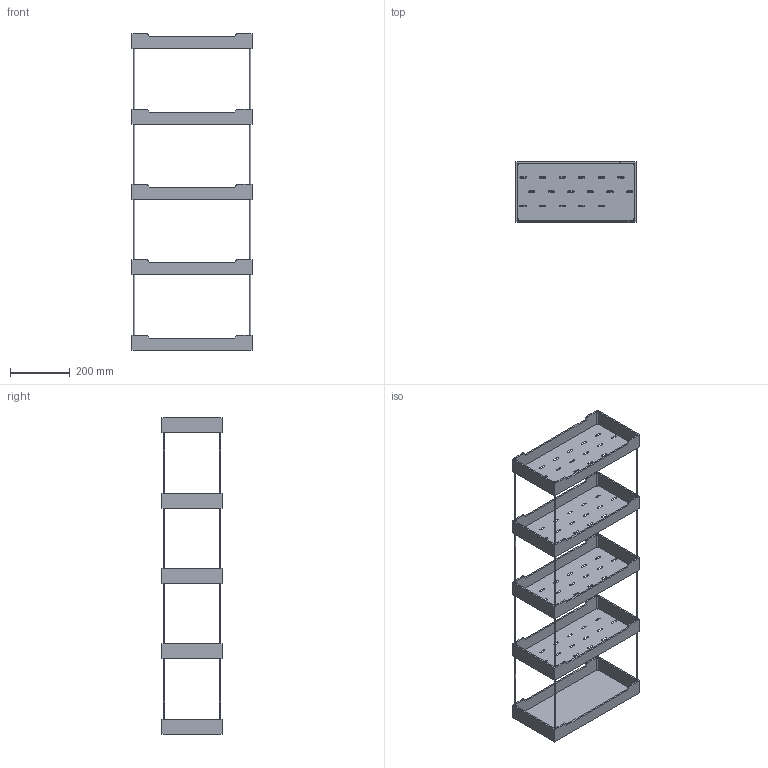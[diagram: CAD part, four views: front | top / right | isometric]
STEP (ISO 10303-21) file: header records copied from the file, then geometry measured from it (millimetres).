
FILE_DESCRIPTION(('FreeCAD Model'),'2;1');
FILE_NAME('Open CASCADE Shape Model','2025-05-03T20:19:00',('FreeCAD'),( 'FreeCAD'),'Open CASCADE STEP processor 7.6','FreeCAD','Unknown');
FILE_SCHEMA(('AUTOMOTIVE_DESIGN { 1 0 10303 214 1 1 1 1 }'));
Length unit declared in the file: millimetre
Products named in the file (1): Open CASCADE STEP translator 7.6 1
Bounding box: 404.19 x 202.09 x 1060.99 mm (x, y, z)
Volume: 1369224 mm3; surface area: 1036280.1 mm2
Topology: 5 solids, 46 shells, 217 faces, 712 edges, 500 vertices
Faces by surface type: bspline 217
Entity records: 8928 total; most frequent: CARTESIAN_POINT 5121, ORIENTED_EDGE 1124, EDGE_CURVE 712, VERTEX_POINT 500, B_SPLINE_CURVE_WITH_KNOTS 432, FACE_BOUND 285, EDGE_LOOP 285, ADVANCED_FACE 217
